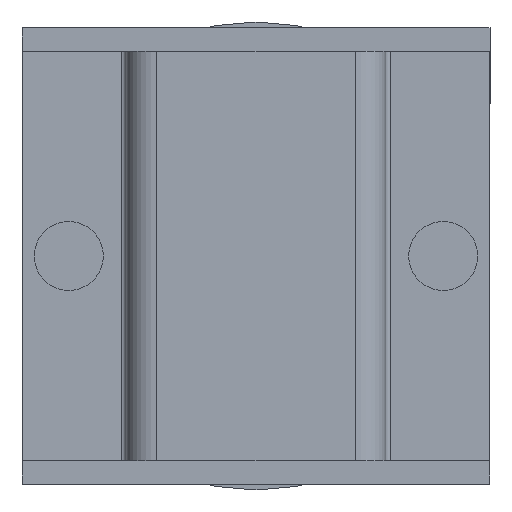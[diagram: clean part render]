
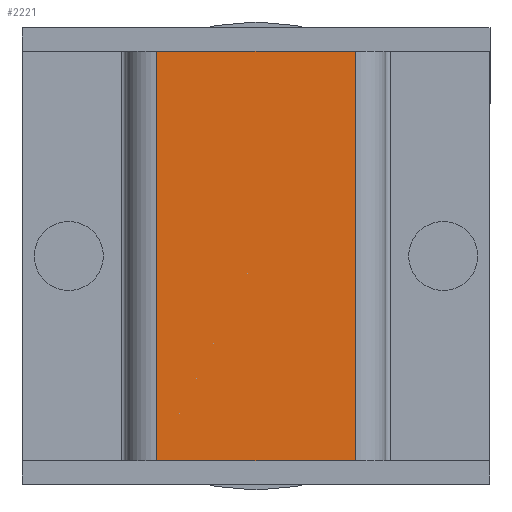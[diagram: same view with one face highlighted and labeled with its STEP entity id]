
A CAD part, front view. The second image highlights one B-rep face of the part: STEP entity #2221.
In plain terms, the highlighted planar face has unit normal (0, -1, 0).
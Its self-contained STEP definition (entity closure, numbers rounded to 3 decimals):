
#35 = VERTEX_POINT ( 'NONE', #298 ) ;
#82 = CARTESIAN_POINT ( 'NONE',  ( 8.5, -13.1, 17.5 ) ) ;
#103 = LINE ( 'NONE', #940, #1508 ) ;
#165 = CARTESIAN_POINT ( 'NONE',  ( -8.5, -13.1, 17.5 ) ) ;
#256 = ORIENTED_EDGE ( 'NONE', *, *, #1876, .T. ) ;
#278 = VERTEX_POINT ( 'NONE', #82 ) ;
#298 = CARTESIAN_POINT ( 'NONE',  ( -8.5, -13.1, -17.5 ) ) ;
#433 = LINE ( 'NONE', #2391, #1858 ) ;
#457 = VERTEX_POINT ( 'NONE', #165 ) ;
#555 = DIRECTION ( 'NONE',  ( -1., 0., 0. ) ) ;
#583 = DIRECTION ( 'NONE',  ( 0., 0., -1. ) ) ;
#674 = EDGE_CURVE ( 'NONE', #1530, #35, #103, .T. ) ;
#759 = ORIENTED_EDGE ( 'NONE', *, *, #1166, .T. ) ;
#903 = CARTESIAN_POINT ( 'NONE',  ( -8.5, -13.1, 17.5 ) ) ;
#904 = VECTOR ( 'NONE', #583, 1000. ) ;
#940 = CARTESIAN_POINT ( 'NONE',  ( -8.5, -13.1, -17.5 ) ) ;
#1076 = VECTOR ( 'NONE', #2338, 1000. ) ;
#1090 = DIRECTION ( 'NONE',  ( 0., 0., -1. ) ) ;
#1143 = ORIENTED_EDGE ( 'NONE', *, *, #1437, .F. ) ;
#1166 = EDGE_CURVE ( 'NONE', #457, #35, #2299, .T. ) ;
#1197 = ORIENTED_EDGE ( 'NONE', *, *, #674, .F. ) ;
#1217 = AXIS2_PLACEMENT_3D ( 'NONE', #903, #2179, #1090 ) ;
#1316 = DIRECTION ( 'NONE',  ( -1., 0., 0. ) ) ;
#1437 = EDGE_CURVE ( 'NONE', #278, #1530, #1618, .T. ) ;
#1454 = PLANE ( 'NONE',  #1217 ) ;
#1508 = VECTOR ( 'NONE', #555, 1000. ) ;
#1530 = VERTEX_POINT ( 'NONE', #1825 ) ;
#1617 = FACE_OUTER_BOUND ( 'NONE', #2211, .T. ) ;
#1618 = LINE ( 'NONE', #2146, #1076 ) ;
#1699 = CARTESIAN_POINT ( 'NONE',  ( -8.5, -13.1, 17.5 ) ) ;
#1825 = CARTESIAN_POINT ( 'NONE',  ( 8.5, -13.1, -17.5 ) ) ;
#1858 = VECTOR ( 'NONE', #1316, 1000. ) ;
#1876 = EDGE_CURVE ( 'NONE', #278, #457, #433, .T. ) ;
#2146 = CARTESIAN_POINT ( 'NONE',  ( 8.5, -13.1, 17.5 ) ) ;
#2179 = DIRECTION ( 'NONE',  ( 0., -1., 0. ) ) ;
#2211 = EDGE_LOOP ( 'NONE', ( #1197, #1143, #256, #759 ) ) ;
#2221 = ADVANCED_FACE ( 'NONE', ( #1617 ), #1454, .T. ) ;
#2299 = LINE ( 'NONE', #1699, #904 ) ;
#2338 = DIRECTION ( 'NONE',  ( 0., 0., -1. ) ) ;
#2391 = CARTESIAN_POINT ( 'NONE',  ( -8.5, -13.1, 17.5 ) ) ;
